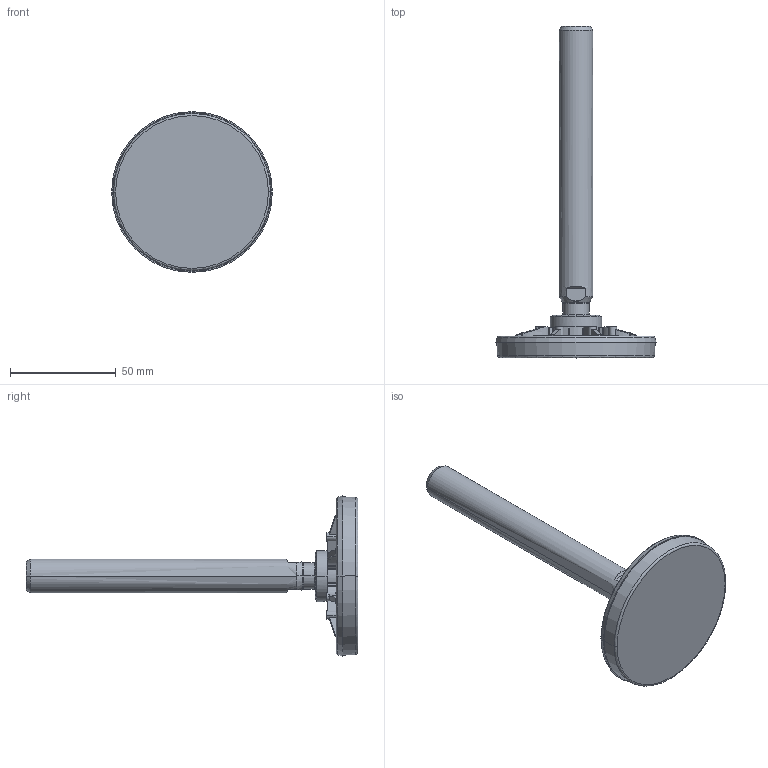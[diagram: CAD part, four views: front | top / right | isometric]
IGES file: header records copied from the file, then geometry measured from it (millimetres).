
Start section:  PTC IGES file: R0626641742.igs
Global section: file name: R0626641742.igs; native system: Pro/ENGINEER by Parametric Technology Corporation; preprocessor: 2005310; author: RCRU51; organization: Unknown; date: 090303.122650; units: millimetre
Bounding box: 76.1 x 157.1 x 76.1 mm (x, y, z)
Surface area: 21926.2 mm2 (no closed solid volume)
Topology: 0 solids, 0 shells, 271 faces, 1480 edges, 1480 vertices
Faces by surface type: revolution 166, bspline 105
